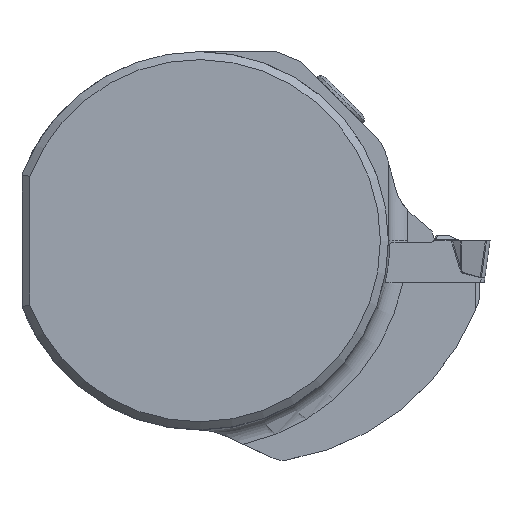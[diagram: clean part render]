
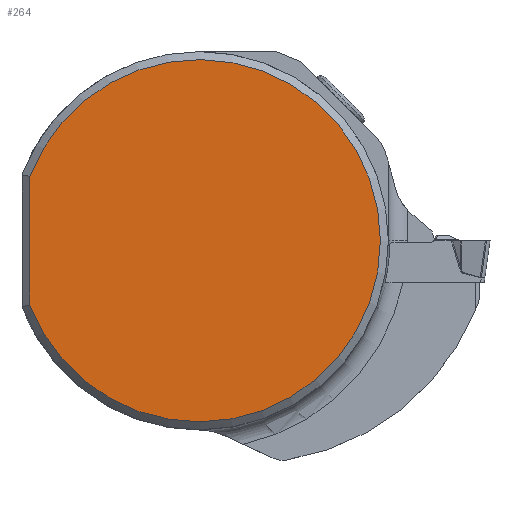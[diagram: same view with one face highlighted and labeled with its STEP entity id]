
A CAD part, top view. The second image highlights one B-rep face of the part: STEP entity #264.
In plain terms, the highlighted planar face has unit normal (0, 0, 1).
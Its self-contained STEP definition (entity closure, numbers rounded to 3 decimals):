
#264=ADVANCED_FACE('',(#420),#334,.F.);
#334=PLANE('',#2232);
#420=FACE_OUTER_BOUND('',#531,.T.);
#531=EDGE_LOOP('',(#1046,#1047));
#605=CIRCLE('',#2229,15.325);
#1046=ORIENTED_EDGE('',*,*,#1597,.F.);
#1047=ORIENTED_EDGE('',*,*,#1615,.T.);
#1346=VERTEX_POINT('',#4447);
#1347=VERTEX_POINT('',#4452);
#1597=EDGE_CURVE('',#1347,#1346,#1789,.T.);
#1615=EDGE_CURVE('',#1347,#1346,#605,.T.);
#1789=LINE('',#4453,#1941);
#1941=VECTOR('',#2583,1.);
#2229=AXIS2_PLACEMENT_3D('',#4496,#2627,#2628);
#2232=AXIS2_PLACEMENT_3D('',#4499,#2633,#2634);
#2583=DIRECTION('',(0.,1.,0.));
#2627=DIRECTION('',(0.,0.,1.));
#2628=DIRECTION('',(1.,0.,0.));
#2633=DIRECTION('',(0.,0.,-1.));
#2634=DIRECTION('',(1.,0.,0.));
#4447=CARTESIAN_POINT('',(-14.325,5.445,0.));
#4452=CARTESIAN_POINT('',(-14.325,-5.445,0.));
#4453=CARTESIAN_POINT('',(-14.325,16.,0.));
#4496=CARTESIAN_POINT('',(0.,0.,0.));
#4499=CARTESIAN_POINT('',(0.,0.,0.));
